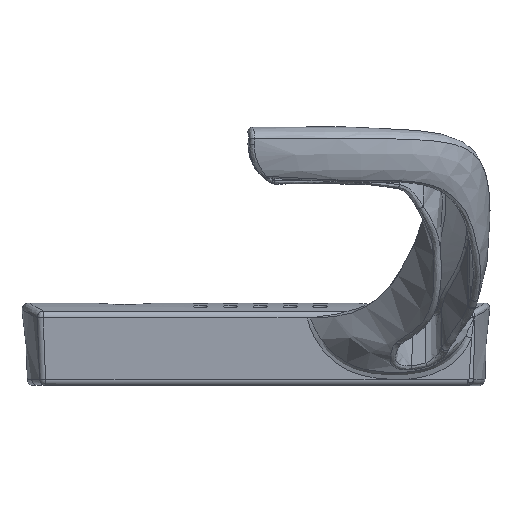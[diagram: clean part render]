
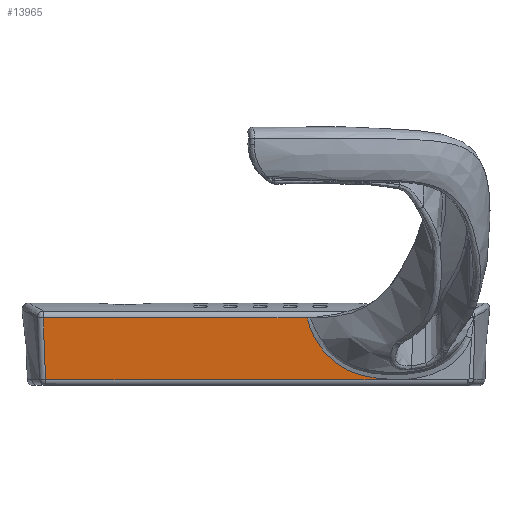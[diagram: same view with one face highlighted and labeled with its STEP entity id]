
A CAD part, left-side view. The second image highlights one B-rep face of the part: STEP entity #13965.
In plain terms, the highlighted planar face has unit normal (-0.997, 0, -0.083).
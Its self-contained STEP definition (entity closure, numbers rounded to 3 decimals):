
#1374 = CARTESIAN_POINT ( 'NONE',  ( -8.365, 12.795, 0.777 ) ) ;
#1467 = CARTESIAN_POINT ( 'NONE',  ( -8.997, 29.069, 8.365 ) ) ;
#1809 = CARTESIAN_POINT ( 'NONE',  ( -8.585, 19.765, 3.416 ) ) ;
#1946 = CARTESIAN_POINT ( 'NONE',  ( -8.362, 12.259, 0.745 ) ) ;
#2086 = CARTESIAN_POINT ( 'NONE',  ( -8.652, 20.551, 4.226 ) ) ;
#2233 = CARTESIAN_POINT ( 'NONE',  ( -8.805, 21.781, 6.056 ) ) ;
#3166 = VERTEX_POINT ( 'NONE', #7367 ) ;
#3566 = PLANE ( 'NONE',  #22869 ) ;
#3831 = DIRECTION ( 'NONE',  ( 0., -1., 0. ) ) ;
#3859 = CARTESIAN_POINT ( 'NONE',  ( -8.501, 18.485, 2.411 ) ) ;
#3897 = CARTESIAN_POINT ( 'NONE',  ( -8.361, 54.924, 0.734 ) ) ;
#4006 = CARTESIAN_POINT ( 'NONE',  ( -8.493, 18.325, 2.311 ) ) ;
#4146 = CARTESIAN_POINT ( 'NONE',  ( -8.596, 19.913, 3.556 ) ) ;
#4293 = CARTESIAN_POINT ( 'NONE',  ( -8.624, 20.249, 3.891 ) ) ;
#4439 = CARTESIAN_POINT ( 'NONE',  ( -8.707, 21.07, 4.887 ) ) ;
#4874 = CARTESIAN_POINT ( 'NONE',  ( -8.61, 20.085, 3.724 ) ) ;
#5361 = EDGE_CURVE ( 'NONE', #3166, #17805, #22667, .T. ) ;
#5772 = CARTESIAN_POINT ( 'NONE',  ( -8.361, 11.799, 0.734 ) ) ;
#6213 = CARTESIAN_POINT ( 'NONE',  ( -8.387, 14.897, 1.044 ) ) ;
#6302 = CARTESIAN_POINT ( 'NONE',  ( -8.998, 22.604, 8.365 ) ) ;
#6357 = CARTESIAN_POINT ( 'NONE',  ( -8.368, 13.253, 0.815 ) ) ;
#6648 = CARTESIAN_POINT ( 'NONE',  ( -8.682, 20.843, 4.578 ) ) ;
#6794 = CARTESIAN_POINT ( 'NONE',  ( -8.828, 21.918, 6.335 ) ) ;
#6811 = B_SPLINE_CURVE_WITH_KNOTS ( 'NONE', 3,
 ( #21975, #26088, #1467, #6302 ),
 .UNSPECIFIED., .F., .F.,
 ( 4, 4 ),
 ( 0., 1. ),
 .UNSPECIFIED. ) ;
#6837 = EDGE_CURVE ( 'NONE', #17805, #8399, #26223, .T. ) ;
#7367 = CARTESIAN_POINT ( 'NONE',  ( -8.997, 55.231, 8.365 ) ) ;
#7677 = EDGE_CURVE ( 'NONE', #14995, #16960, #6811, .T. ) ;
#7977 = CARTESIAN_POINT ( 'NONE',  ( -8.433, 16.88, 1.599 ) ) ;
#8122 = CARTESIAN_POINT ( 'NONE',  ( -8.503, 18.518, 2.433 ) ) ;
#8271 = CARTESIAN_POINT ( 'NONE',  ( -8.391, 15.113, 1.088 ) ) ;
#8399 = VERTEX_POINT ( 'NONE', #22634 ) ;
#8417 = FACE_OUTER_BOUND ( 'NONE', #9986, .T. ) ;
#8561 = CARTESIAN_POINT ( 'NONE',  ( -8.599, 19.944, 3.585 ) ) ;
#9986 = EDGE_LOOP ( 'NONE', ( #24891, #23042, #22985, #26125, #16039, #28023 ) ) ;
#10315 = CARTESIAN_POINT ( 'NONE',  ( -8.391, 15.129, 1.091 ) ) ;
#10616 = CARTESIAN_POINT ( 'NONE',  ( -8.367, 13.177, 0.808 ) ) ;
#10763 = CARTESIAN_POINT ( 'NONE',  ( -8.592, 19.854, 3.499 ) ) ;
#10901 = CARTESIAN_POINT ( 'NONE',  ( -8.667, 20.699, 4.4 ) ) ;
#11664 = EDGE_CURVE ( 'NONE', #3166, #14995, #17759, .T. ) ;
#12808 = DIRECTION ( 'NONE',  ( -0.997, 0., -0.083 ) ) ;
#12845 = CARTESIAN_POINT ( 'NONE',  ( -8.784, 55.13, 5.809 ) ) ;
#12888 = DIRECTION ( 'NONE',  ( 0., -1., 0. ) ) ;
#12953 = CARTESIAN_POINT ( 'NONE',  ( -8.569, 19.558, 3.226 ) ) ;
#12990 = CARTESIAN_POINT ( 'NONE',  ( -8.572, 55.028, 3.266 ) ) ;
#13824 = CARTESIAN_POINT ( 'NONE',  ( -8.697, 20.98, 4.763 ) ) ;
#13965 = ADVANCED_FACE ( 'NONE', ( #8417 ), #3566, .T. ) ;
#14038 = EDGE_CURVE ( 'NONE', #14127, #16960, #25135, .T. ) ;
#14127 = VERTEX_POINT ( 'NONE', #26850 ) ;
#14722 = CARTESIAN_POINT ( 'NONE',  ( -8.367, 13.062, 0.798 ) ) ;
#14995 = VERTEX_POINT ( 'NONE', #15464 ) ;
#15013 = CARTESIAN_POINT ( 'NONE',  ( -8.42, 16.432, 1.436 ) ) ;
#15158 = CARTESIAN_POINT ( 'NONE',  ( -8.427, 16.675, 1.522 ) ) ;
#15299 = CARTESIAN_POINT ( 'NONE',  ( -8.517, 18.787, 2.609 ) ) ;
#15464 = CARTESIAN_POINT ( 'NONE',  ( -8.997, 42., 8.365 ) ) ;
#15880 = CARTESIAN_POINT ( 'NONE',  ( -8.76, 21.486, 5.52 ) ) ;
#16039 = ORIENTED_EDGE ( 'NONE', *, *, #5361, .T. ) ;
#16913 = CARTESIAN_POINT ( 'NONE',  ( -8.434, 16.895, 1.605 ) ) ;
#16960 = VERTEX_POINT ( 'NONE', #17960 ) ;
#17061 = CARTESIAN_POINT ( 'NONE',  ( -8.539, 19.144, 2.872 ) ) ;
#17208 = CARTESIAN_POINT ( 'NONE',  ( -8.431, 16.795, 1.567 ) ) ;
#17759 = LINE ( 'NONE', #24046, #27744 ) ;
#17788 = CARTESIAN_POINT ( 'NONE',  ( -8.713, 21.115, 4.952 ) ) ;
#17805 = VERTEX_POINT ( 'NONE', #20603 ) ;
#17960 = CARTESIAN_POINT ( 'NONE',  ( -8.998, 22.604, 8.365 ) ) ;
#18380 = VECTOR ( 'NONE', #12888, 1000. ) ;
#19107 = CARTESIAN_POINT ( 'NONE',  ( -8.397, 15.468, 1.162 ) ) ;
#19376 = LINE ( 'NONE', #28590, #19872 ) ;
#19442 = CARTESIAN_POINT ( 'NONE',  ( -8.997, 55.231, 8.365 ) ) ;
#19839 = CARTESIAN_POINT ( 'NONE',  ( -8.648, 20.503, 4.171 ) ) ;
#19872 = VECTOR ( 'NONE', #3831, 1000. ) ;
#19951 = DIRECTION ( 'NONE',  ( 0., -1., 0. ) ) ;
#20603 = CARTESIAN_POINT ( 'NONE',  ( -8.361, 54.924, 0.734 ) ) ;
#21241 = EDGE_CURVE ( 'NONE', #8399, #14127, #19376, .T. ) ;
#21599 = CARTESIAN_POINT ( 'NONE',  ( -8.39, 15.077, 1.08 ) ) ;
#21743 = CARTESIAN_POINT ( 'NONE',  ( -8.3, 0., 0. ) ) ;
#21975 = CARTESIAN_POINT ( 'NONE',  ( -8.997, 42., 8.365 ) ) ;
#22028 = CARTESIAN_POINT ( 'NONE',  ( -8.361, 11.491, 0.734 ) ) ;
#22465 = CARTESIAN_POINT ( 'NONE',  ( -8.998, 22.604, 8.365 ) ) ;
#22634 = CARTESIAN_POINT ( 'NONE',  ( -8.361, 42., 0.734 ) ) ;
#22667 = B_SPLINE_CURVE_WITH_KNOTS ( 'NONE', 3,
 ( #19442, #12845, #12990, #3897 ),
 .UNSPECIFIED., .F., .F.,
 ( 4, 4 ),
 ( 0., 1. ),
 .UNSPECIFIED. ) ;
#22869 = AXIS2_PLACEMENT_3D ( 'NONE', #21743, #12808, #23787 ) ;
#22985 = ORIENTED_EDGE ( 'NONE', *, *, #7677, .F. ) ;
#23042 = ORIENTED_EDGE ( 'NONE', *, *, #14038, .T. ) ;
#23643 = CARTESIAN_POINT ( 'NONE',  ( -8.46, 17.63, 1.919 ) ) ;
#23787 = DIRECTION ( 'NONE',  ( -0.083, 0., 0.997 ) ) ;
#23934 = CARTESIAN_POINT ( 'NONE',  ( -8.376, 14.117, 0.911 ) ) ;
#24046 = CARTESIAN_POINT ( 'NONE',  ( -8.997, 0., 8.365 ) ) ;
#24079 = CARTESIAN_POINT ( 'NONE',  ( -8.444, 17.206, 1.727 ) ) ;
#24891 = ORIENTED_EDGE ( 'NONE', *, *, #21241, .T. ) ;
#24945 = CARTESIAN_POINT ( 'NONE',  ( -8.948, 22.478, 7.775 ) ) ;
#25135 = B_SPLINE_CURVE_WITH_KNOTS ( 'NONE', 3,
 ( #22028, #5772, #1946, #1374, #14722, #10616, #6357, #26286, #28619, #23934, #28477, #6213, #28330, #21599, #8271, #10315, #19107, #26140, #15013, #15158, #17208, #28038, #7977, #16913, #24079, #23643, #28183, #4006, #25991, #3859, #8122, #15299, #17061, #12953, #1809, #10763, #4146, #8561, #4874, #4293, #26708, #19839, #2086, #10901, #6648, #13824, #4439, #17788, #26563, #15880, #2233, #6794, #26995, #24945, #22465 ),
 .UNSPECIFIED., .F., .F.,
 ( 4, 1, 1, 1, 2, 2, 1, 1, 1, 1, 2, 2, 1, 1, 1, 1, 2, 2, 1, 1, 1, 2, 2, 1, 1, 1, 2, 2, 1, 2, 2, 1, 2, 2, 2, 2, 4 ),
 ( 0., 0.062, 0.094, 0.109, 0.117, 0.125, 0.187, 0.219, 0.234, 0.242, 0.246, 0.25, 0.312, 0.344, 0.359, 0.367, 0.371, 0.375, 0.437, 0.469, 0.484, 0.492, 0.5, 0.562, 0.594, 0.609, 0.617, 0.625, 0.656, 0.672, 0.687, 0.719, 0.734, 0.75, 0.812, 0.875, 1. ),
 .UNSPECIFIED. ) ;
#25991 = CARTESIAN_POINT ( 'NONE',  ( -8.498, 18.421, 2.371 ) ) ;
#26088 = CARTESIAN_POINT ( 'NONE',  ( -8.997, 35.535, 8.365 ) ) ;
#26125 = ORIENTED_EDGE ( 'NONE', *, *, #11664, .F. ) ;
#26140 = CARTESIAN_POINT ( 'NONE',  ( -8.406, 15.928, 1.277 ) ) ;
#26223 = LINE ( 'NONE', #28559, #18380 ) ;
#26286 = CARTESIAN_POINT ( 'NONE',  ( -8.368, 13.289, 0.818 ) ) ;
#26563 = CARTESIAN_POINT ( 'NONE',  ( -8.739, 21.328, 5.262 ) ) ;
#26708 = CARTESIAN_POINT ( 'NONE',  ( -8.638, 20.403, 4.059 ) ) ;
#26850 = CARTESIAN_POINT ( 'NONE',  ( -8.361, 11.491, 0.734 ) ) ;
#26995 = CARTESIAN_POINT ( 'NONE',  ( -8.9, 22.291, 7.194 ) ) ;
#27744 = VECTOR ( 'NONE', #19951, 1000. ) ;
#28023 = ORIENTED_EDGE ( 'NONE', *, *, #6837, .T. ) ;
#28038 = CARTESIAN_POINT ( 'NONE',  ( -8.432, 16.846, 1.586 ) ) ;
#28183 = CARTESIAN_POINT ( 'NONE',  ( -8.481, 18.098, 2.175 ) ) ;
#28330 = CARTESIAN_POINT ( 'NONE',  ( -8.389, 15.023, 1.069 ) ) ;
#28477 = CARTESIAN_POINT ( 'NONE',  ( -8.383, 14.641, 0.997 ) ) ;
#28559 = CARTESIAN_POINT ( 'NONE',  ( -8.361, 0., 0.734 ) ) ;
#28590 = CARTESIAN_POINT ( 'NONE',  ( -8.361, 42., 0.734 ) ) ;
#28619 = CARTESIAN_POINT ( 'NONE',  ( -8.371, 13.65, 0.853 ) ) ;
